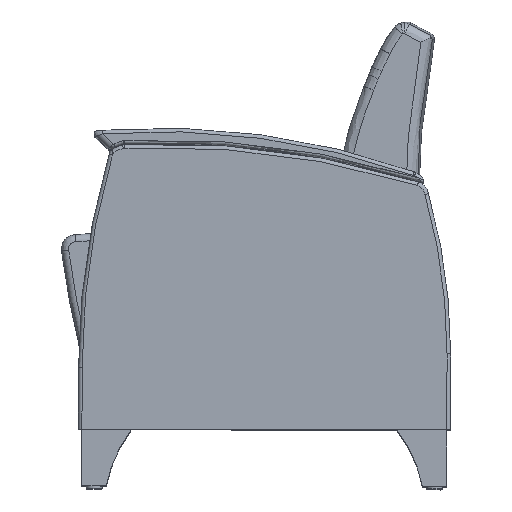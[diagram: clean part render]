
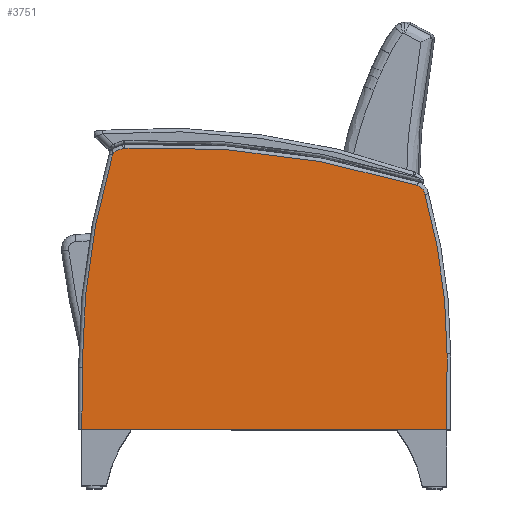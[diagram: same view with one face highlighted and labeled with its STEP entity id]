
A CAD part, top view. The second image highlights one B-rep face of the part: STEP entity #3751.
In plain terms, the highlighted planar face has unit normal (0, 0, 1).
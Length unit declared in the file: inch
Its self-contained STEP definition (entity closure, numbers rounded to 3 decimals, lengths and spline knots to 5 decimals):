
#154=PLANE('',#4201);
#270=LINE('',#9854,#388);
#272=LINE('',#9900,#390);
#288=LINE('',#10024,#406);
#388=VECTOR('',#4917,0.3937);
#390=VECTOR('',#4955,0.3937);
#406=VECTOR('',#5057,0.3937);
#739=FACE_OUTER_BOUND('',#997,.T.);
#997=EDGE_LOOP('',(#3173,#3174,#3175,#3176,#3177,#3178,#3179,#3180,#3181,
#3182));
#1226=CIRCLE('',#4132,0.25);
#1230=CIRCLE('',#4137,53.84447);
#1234=CIRCLE('',#4143,1.61874);
#1237=CIRCLE('',#4147,0.75);
#1240=CIRCLE('',#4151,59.75);
#1242=CIRCLE('',#4154,0.75);
#1245=CIRCLE('',#4159,40.58554);
#1658=VERTEX_POINT('',#9815);
#1659=VERTEX_POINT('',#9816);
#1663=VERTEX_POINT('',#9837);
#1665=VERTEX_POINT('',#9852);
#1666=VERTEX_POINT('',#9856);
#1668=VERTEX_POINT('',#9862);
#1670=VERTEX_POINT('',#9868);
#1673=VERTEX_POINT('',#9876);
#1674=VERTEX_POINT('',#9893);
#1677=VERTEX_POINT('',#9898);
#2143=EDGE_CURVE('',#1658,#1659,#1226,.T.);
#2149=EDGE_CURVE('',#1663,#1658,#1230,.T.);
#2152=EDGE_CURVE('',#1665,#1663,#270,.T.);
#2155=EDGE_CURVE('',#1659,#1666,#1234,.T.);
#2158=EDGE_CURVE('',#1666,#1668,#1237,.T.);
#2161=EDGE_CURVE('',#1668,#1670,#1240,.T.);
#2163=EDGE_CURVE('',#1670,#1673,#1242,.T.);
#2168=EDGE_CURVE('',#1677,#1674,#272,.T.);
#2169=EDGE_CURVE('',#1673,#1677,#1245,.T.);
#2210=EDGE_CURVE('',#1674,#1665,#288,.T.);
#3173=ORIENTED_EDGE('',*,*,#2152,.F.);
#3174=ORIENTED_EDGE('',*,*,#2210,.F.);
#3175=ORIENTED_EDGE('',*,*,#2168,.F.);
#3176=ORIENTED_EDGE('',*,*,#2169,.F.);
#3177=ORIENTED_EDGE('',*,*,#2163,.F.);
#3178=ORIENTED_EDGE('',*,*,#2161,.F.);
#3179=ORIENTED_EDGE('',*,*,#2158,.F.);
#3180=ORIENTED_EDGE('',*,*,#2155,.F.);
#3181=ORIENTED_EDGE('',*,*,#2143,.F.);
#3182=ORIENTED_EDGE('',*,*,#2149,.F.);
#3751=ADVANCED_FACE('',(#739),#154,.T.);
#4132=AXIS2_PLACEMENT_3D('',#9817,#4900,#4901);
#4137=AXIS2_PLACEMENT_3D('',#9848,#4910,#4911);
#4143=AXIS2_PLACEMENT_3D('',#9860,#4924,#4925);
#4147=AXIS2_PLACEMENT_3D('',#9866,#4932,#4933);
#4151=AXIS2_PLACEMENT_3D('',#9872,#4940,#4941);
#4154=AXIS2_PLACEMENT_3D('',#9877,#4946,#4947);
#4159=AXIS2_PLACEMENT_3D('',#9902,#4958,#4959);
#4201=AXIS2_PLACEMENT_3D('',#10025,#5058,#5059);
#4900=DIRECTION('center_axis',(0.,0.,-1.));
#4901=DIRECTION('ref_axis',(-0.844,0.537,0.));
#4910=DIRECTION('center_axis',(0.,0.,-1.));
#4911=DIRECTION('ref_axis',(-0.99,0.14,0.));
#4917=DIRECTION('',(0.,1.,0.));
#4924=DIRECTION('center_axis',(0.,0.,-1.));
#4925=DIRECTION('ref_axis',(-0.425,0.905,0.));
#4932=DIRECTION('center_axis',(0.,0.,-1.));
#4933=DIRECTION('ref_axis',(-0.128,0.992,0.));
#4940=DIRECTION('center_axis',(0.,0.,-1.));
#4941=DIRECTION('ref_axis',(0.124,0.992,0.));
#4946=DIRECTION('center_axis',(0.,0.,-1.));
#4947=DIRECTION('ref_axis',(0.761,0.649,0.));
#4955=DIRECTION('',(0.,-1.,0.));
#4958=DIRECTION('center_axis',(0.,0.,-1.));
#4959=DIRECTION('ref_axis',(0.99,0.139,0.));
#5057=DIRECTION('',(-1.,0.,0.));
#5058=DIRECTION('center_axis',(0.,0.,1.));
#5059=DIRECTION('ref_axis',(1.,0.,0.));
#9815=CARTESIAN_POINT('',(-12.3965,20.65936,2.75));
#9816=CARTESIAN_POINT('',(-12.30759,20.8021,2.75));
#9817=CARTESIAN_POINT('Origin',(-12.15221,20.60625,2.75));
#9837=CARTESIAN_POINT('',(-14.50196,5.72409,2.75));
#9848=CARTESIAN_POINT('Origin',(39.34251,5.74957,2.75));
#9852=CARTESIAN_POINT('',(-14.50196,1.38751,2.75));
#9854=CARTESIAN_POINT('',(-14.50196,5.41302,2.75));
#9856=CARTESIAN_POINT('',(-11.63546,21.11791,2.75));
#9860=CARTESIAN_POINT('Origin',(-11.3015,19.534,2.75));
#9862=CARTESIAN_POINT('',(-11.51791,21.13312,2.75));
#9866=CARTESIAN_POINT('Origin',(-11.48073,20.38404,2.75));
#9868=CARTESIAN_POINT('',(9.03893,18.55741,2.75));
#9872=CARTESIAN_POINT('Origin',(-8.55543,-38.54339,2.75));
#9876=CARTESIAN_POINT('',(9.56287,17.92892,2.75));
#9877=CARTESIAN_POINT('Origin',(8.81808,17.84066,2.75));
#9893=CARTESIAN_POINT('',(11.14024,1.38751,2.75));
#9898=CARTESIAN_POINT('',(11.14024,6.72403,2.75));
#9900=CARTESIAN_POINT('',(11.14024,8.58129,2.75));
#9902=CARTESIAN_POINT('Origin',(-29.4453,6.72403,2.75));
#10024=CARTESIAN_POINT('',(12.28079,1.38751,2.75));
#10025=CARTESIAN_POINT('Origin',(-1.61059,10.43854,2.75));
